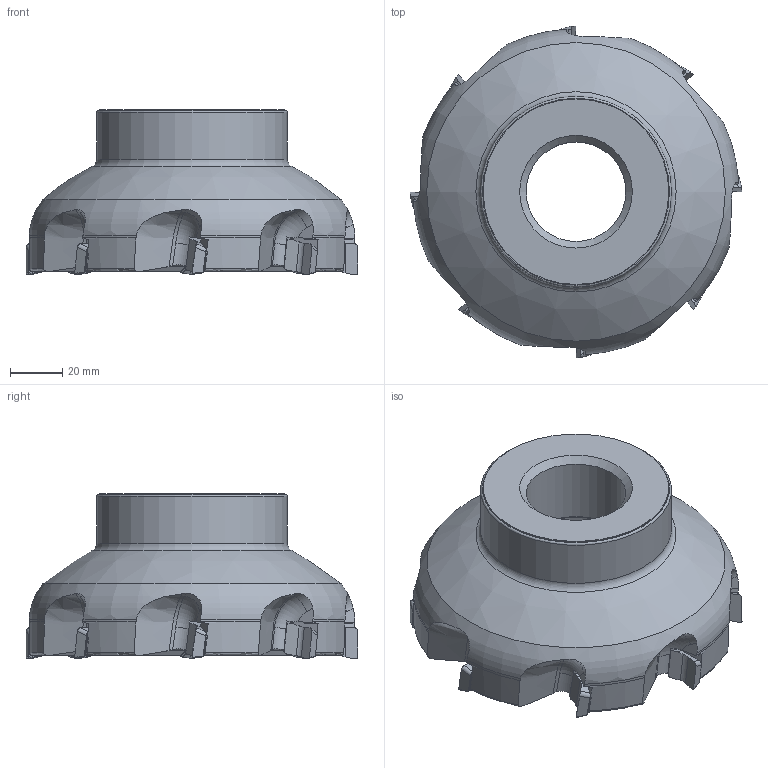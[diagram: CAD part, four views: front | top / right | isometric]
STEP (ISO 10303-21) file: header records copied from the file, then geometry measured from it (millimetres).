
FILE_DESCRIPTION(/* description */ (''),/* implementation_level */ '2;1');
FILE_NAME(/* name */ 'toolassembly_1.stp',/* time_stamp */ '2019-10-02T13:48:13+02:00',/* author */ (''),/* organization */ ('SMS'),/* preprocessor_version */ 'ST-DEVELOPER v16.7',/* originating_system */ 'SIEMENS PLM Software NX 12.0',/* authorisation */ '');
FILE_SCHEMA (('AUTOMOTIVE_DESIGN { 1 0 10303 214 3 1 1 1 }'));
Length unit declared in the file: millimetre
Products named in the file (4): CUT_20191002134743; NOCUT_20191002134722; ASSEMBLY_CONSTRUCTION; TOOLASSEMBLY_1
Assembly tree (10 placements, depth 2):
  TOOLASSEMBLY_1
    ASSEMBLY_CONSTRUCTION
    NOCUT_20191002134722
    CUT_20191002134743  x8
Bounding box: 127.01 x 127.01 x 63.02 mm (x, y, z)
Volume: 317540.3 mm3; surface area: 48156.1 mm2
Topology: 9 solids, 9 shells, 331 faces, 910 edges, 634 vertices
Faces by surface type: plane 172, cylinder 68, cone 53, torus 20, bspline 16, revolution 2
Full cylindrical faces by diameter (mm): 38.112 x1, 56 x1, 71 x1, 73 x1
Entity records: 6820 total; most frequent: CARTESIAN_POINT 2846, ORIENTED_EDGE 840, DIRECTION 710, EDGE_CURVE 420, AXIS2_PLACEMENT_3D 302, VERTEX_POINT 286, EDGE_LOOP 176, B_SPLINE_CURVE_WITH_KNOTS 168
